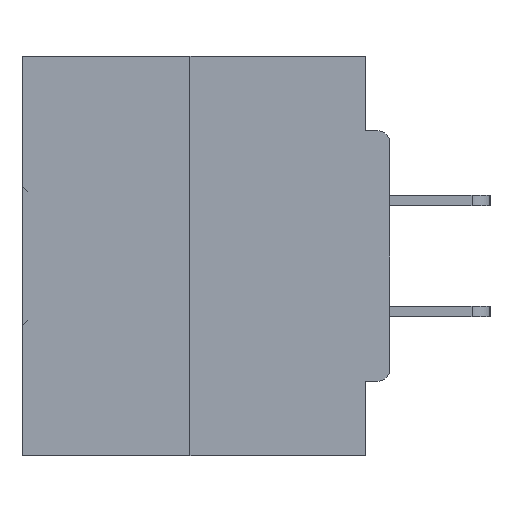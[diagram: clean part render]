
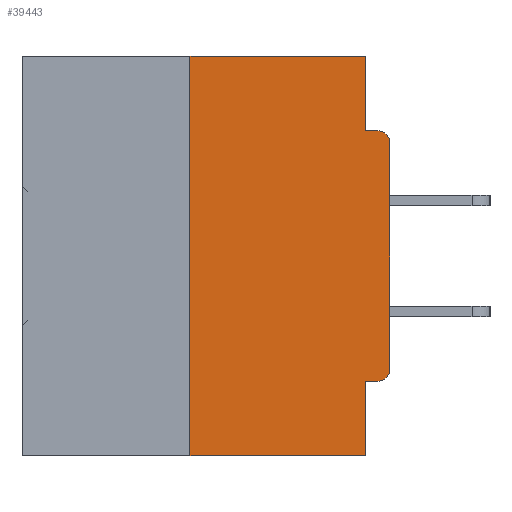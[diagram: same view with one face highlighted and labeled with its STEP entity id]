
A CAD part, left-side view. The second image highlights one B-rep face of the part: STEP entity #39443.
In plain terms, the highlighted planar face has unit normal (-1, 0, 0).
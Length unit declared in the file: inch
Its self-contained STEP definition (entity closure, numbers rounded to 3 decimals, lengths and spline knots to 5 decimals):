
#1099 = DIRECTION ( 'NONE',  ( 0., 0., -1. ) ) ;
#1238 = AXIS2_PLACEMENT_3D ( 'NONE', #6418, #13611, #31409 ) ;
#1406 = CARTESIAN_POINT ( 'NONE',  ( 0., 0., 0. ) ) ;
#1436 = VECTOR ( 'NONE', #34417, 39.37008 ) ;
#1540 = CARTESIAN_POINT ( 'NONE',  ( 0., 0.015, -0.3915 ) ) ;
#1669 = CARTESIAN_POINT ( 'NONE',  ( 0., 0.015, -0.4065 ) ) ;
#2405 = LINE ( 'NONE', #20192, #44030 ) ;
#2707 = CARTESIAN_POINT ( 'NONE',  ( 0., 0.46, -0.5 ) ) ;
#3183 = VECTOR ( 'NONE', #23571, 39.37008 ) ;
#4180 = EDGE_CURVE ( 'NONE', #32974, #26842, #28860, .T. ) ;
#4258 = LINE ( 'NONE', #9635, #3183 ) ;
#4683 = LINE ( 'NONE', #27549, #5277 ) ;
#5277 = VECTOR ( 'NONE', #39197, 39.37008 ) ;
#5509 = VERTEX_POINT ( 'NONE', #31772 ) ;
#5751 = DIRECTION ( 'NONE',  ( 1., 0., 0. ) ) ;
#5959 = CIRCLE ( 'NONE', #41282, 0.015 ) ;
#6003 = ORIENTED_EDGE ( 'NONE', *, *, #31704, .T. ) ;
#6418 = CARTESIAN_POINT ( 'NONE',  ( 0., 0.015, -0.1085 ) ) ;
#7250 = VERTEX_POINT ( 'NONE', #9398 ) ;
#7780 = CARTESIAN_POINT ( 'NONE',  ( 0., 0., -0.3915 ) ) ;
#9116 = PLANE ( 'NONE',  #37806 ) ;
#9285 = VERTEX_POINT ( 'NONE', #33081 ) ;
#9398 = CARTESIAN_POINT ( 'NONE',  ( 0., 0.015, -0.0935 ) ) ;
#9471 = EDGE_CURVE ( 'NONE', #32974, #43889, #19057, .T. ) ;
#9635 = CARTESIAN_POINT ( 'NONE',  ( 0., 0., -0.0935 ) ) ;
#10173 = DIRECTION ( 'NONE',  ( 0., 1., 0. ) ) ;
#13611 = DIRECTION ( 'NONE',  ( -1., 0., 0. ) ) ;
#14142 = CARTESIAN_POINT ( 'NONE',  ( 0., 0.25, 0. ) ) ;
#14271 = ORIENTED_EDGE ( 'NONE', *, *, #4180, .F. ) ;
#15915 = VECTOR ( 'NONE', #30416, 39.37008 ) ;
#16197 = CARTESIAN_POINT ( 'NONE',  ( 0., 0.46, 0. ) ) ;
#17889 = ORIENTED_EDGE ( 'NONE', *, *, #26203, .T. ) ;
#17953 = CARTESIAN_POINT ( 'NONE',  ( 0., 0.031, -0.5 ) ) ;
#19057 = LINE ( 'NONE', #2707, #1436 ) ;
#19645 = EDGE_CURVE ( 'NONE', #29892, #7250, #4258, .T. ) ;
#20192 = CARTESIAN_POINT ( 'NONE',  ( 0., 0., -0.4065 ) ) ;
#23456 = CARTESIAN_POINT ( 'NONE',  ( 0., 0.031, 0. ) ) ;
#23571 = DIRECTION ( 'NONE',  ( 0., -1., 0. ) ) ;
#24585 = VERTEX_POINT ( 'NONE', #1669 ) ;
#24985 = EDGE_CURVE ( 'NONE', #5509, #43889, #25180, .T. ) ;
#25180 = LINE ( 'NONE', #26998, #15915 ) ;
#25484 = DIRECTION ( 'NONE',  ( 0., 0., 1. ) ) ;
#26203 = EDGE_CURVE ( 'NONE', #9285, #7250, #30055, .T. ) ;
#26842 = VERTEX_POINT ( 'NONE', #14142 ) ;
#26868 = LINE ( 'NONE', #1406, #33476 ) ;
#26997 = VECTOR ( 'NONE', #34890, 39.37008 ) ;
#26998 = CARTESIAN_POINT ( 'NONE',  ( 0., 0.031, -0.5 ) ) ;
#27549 = CARTESIAN_POINT ( 'NONE',  ( 0., 0.031, 0. ) ) ;
#27568 = ORIENTED_EDGE ( 'NONE', *, *, #30829, .T. ) ;
#28328 = EDGE_CURVE ( 'NONE', #24585, #5509, #2405, .T. ) ;
#28860 = LINE ( 'NONE', #33760, #40333 ) ;
#29330 = DIRECTION ( 'NONE',  ( -1., 0., 0. ) ) ;
#29892 = VERTEX_POINT ( 'NONE', #37012 ) ;
#30055 = CIRCLE ( 'NONE', #1238, 0.015 ) ;
#30074 = ORIENTED_EDGE ( 'NONE', *, *, #9471, .T. ) ;
#30364 = VERTEX_POINT ( 'NONE', #23456 ) ;
#30416 = DIRECTION ( 'NONE',  ( 0., 0., -1. ) ) ;
#30520 = VERTEX_POINT ( 'NONE', #7780 ) ;
#30829 = EDGE_CURVE ( 'NONE', #30520, #9285, #26868, .T. ) ;
#30935 = ORIENTED_EDGE ( 'NONE', *, *, #28328, .F. ) ;
#31409 = DIRECTION ( 'NONE',  ( 0., 0., -1. ) ) ;
#31704 = EDGE_CURVE ( 'NONE', #24585, #30520, #5959, .T. ) ;
#31772 = CARTESIAN_POINT ( 'NONE',  ( 0., 0.031, -0.4065 ) ) ;
#32974 = VERTEX_POINT ( 'NONE', #37675 ) ;
#33081 = CARTESIAN_POINT ( 'NONE',  ( 0., 0., -0.1085 ) ) ;
#33123 = EDGE_CURVE ( 'NONE', #26842, #30364, #38974, .T. ) ;
#33259 = ORIENTED_EDGE ( 'NONE', *, *, #37722, .F. ) ;
#33476 = VECTOR ( 'NONE', #25484, 39.37008 ) ;
#33760 = CARTESIAN_POINT ( 'NONE',  ( 0., 0.25, 0. ) ) ;
#33908 = DIRECTION ( 'NONE',  ( 0., 0., 1. ) ) ;
#34417 = DIRECTION ( 'NONE',  ( 0., -1., 0. ) ) ;
#34584 = CARTESIAN_POINT ( 'NONE',  ( 0., 0.46, 0. ) ) ;
#34890 = DIRECTION ( 'NONE',  ( 0., -1., 0. ) ) ;
#35481 = ORIENTED_EDGE ( 'NONE', *, *, #19645, .F. ) ;
#35832 = EDGE_LOOP ( 'NONE', ( #44224, #14271, #30074, #36976, #30935, #6003, #27568, #17889, #35481, #33259 ) ) ;
#36976 = ORIENTED_EDGE ( 'NONE', *, *, #24985, .F. ) ;
#37012 = CARTESIAN_POINT ( 'NONE',  ( 0., 0.031, -0.0935 ) ) ;
#37675 = CARTESIAN_POINT ( 'NONE',  ( 0., 0.25, -0.5 ) ) ;
#37722 = EDGE_CURVE ( 'NONE', #30364, #29892, #4683, .T. ) ;
#37806 = AXIS2_PLACEMENT_3D ( 'NONE', #16197, #5751, #40785 ) ;
#38974 = LINE ( 'NONE', #34584, #26997 ) ;
#39197 = DIRECTION ( 'NONE',  ( 0., 0., -1. ) ) ;
#39443 = ADVANCED_FACE ( 'NONE', ( #41238 ), #9116, .F. ) ;
#40333 = VECTOR ( 'NONE', #33908, 39.37008 ) ;
#40785 = DIRECTION ( 'NONE',  ( 0., 0., -1. ) ) ;
#41238 = FACE_OUTER_BOUND ( 'NONE', #35832, .T. ) ;
#41282 = AXIS2_PLACEMENT_3D ( 'NONE', #1540, #29330, #1099 ) ;
#43889 = VERTEX_POINT ( 'NONE', #17953 ) ;
#44030 = VECTOR ( 'NONE', #10173, 39.37008 ) ;
#44224 = ORIENTED_EDGE ( 'NONE', *, *, #33123, .F. ) ;
